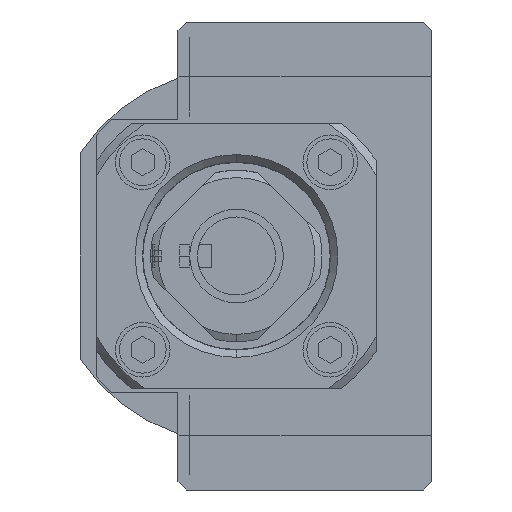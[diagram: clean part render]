
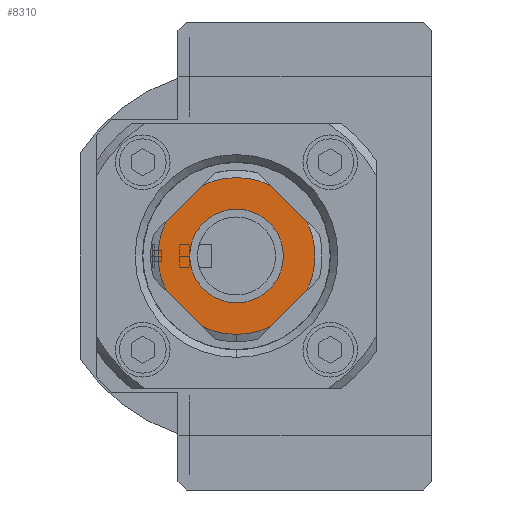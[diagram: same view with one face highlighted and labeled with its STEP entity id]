
A CAD part, left-side view. The second image highlights one B-rep face of the part: STEP entity #8310.
In plain terms, the highlighted face is planar.
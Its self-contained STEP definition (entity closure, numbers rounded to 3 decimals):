
#9 = CARTESIAN_POINT ( 'NONE',  ( -13.435, 0., 9. ) ) ;
#61 = DIRECTION ( 'NONE',  ( 0.707, -0.707, 0. ) ) ;
#170 = VECTOR ( 'NONE', #6823, 1000. ) ;
#179 = CIRCLE ( 'NONE', #3538, 6. ) ;
#192 = EDGE_CURVE ( 'NONE', #4818, #1106, #7534, .T. ) ;
#317 = LINE ( 'NONE', #5879, #2667 ) ;
#545 = DIRECTION ( 'NONE',  ( 0., -1., 0. ) ) ;
#672 = ORIENTED_EDGE ( 'NONE', *, *, #4932, .T. ) ;
#693 = LINE ( 'NONE', #9, #5456 ) ;
#736 = EDGE_CURVE ( 'NONE', #3571, #3259, #8142, .T. ) ;
#739 = CIRCLE ( 'NONE', #7928, 10.05 ) ;
#831 = ORIENTED_EDGE ( 'NONE', *, *, #4397, .T. ) ;
#837 = DIRECTION ( 'NONE',  ( 0., 0., -1. ) ) ;
#1063 = AXIS2_PLACEMENT_3D ( 'NONE', #2043, #8299, #545 ) ;
#1106 = VERTEX_POINT ( 'NONE', #3529 ) ;
#1110 = VERTEX_POINT ( 'NONE', #8395 ) ;
#1142 = CARTESIAN_POINT ( 'NONE',  ( 9.036, -4.399, 9. ) ) ;
#1210 = DIRECTION ( 'NONE',  ( -1., 0., 0. ) ) ;
#1305 = CARTESIAN_POINT ( 'NONE',  ( 0., 0., 9. ) ) ;
#1374 = CARTESIAN_POINT ( 'NONE',  ( 4.399, -9.036, 9. ) ) ;
#1406 = DIRECTION ( 'NONE',  ( 0., 0., -1. ) ) ;
#1408 = EDGE_CURVE ( 'NONE', #3122, #6102, #1832, .T. ) ;
#1421 = DIRECTION ( 'NONE',  ( -1., 0., 0. ) ) ;
#1569 = VERTEX_POINT ( 'NONE', #4471 ) ;
#1608 = CARTESIAN_POINT ( 'NONE',  ( -9.036, 4.399, 9. ) ) ;
#1832 = CIRCLE ( 'NONE', #3891, 10.05 ) ;
#2043 = CARTESIAN_POINT ( 'NONE',  ( 0., 0., 9. ) ) ;
#2166 = CARTESIAN_POINT ( 'NONE',  ( -4.399, -9.036, 9. ) ) ;
#2209 = CARTESIAN_POINT ( 'NONE',  ( 0., 13.435, 9. ) ) ;
#2324 = ORIENTED_EDGE ( 'NONE', *, *, #5036, .T. ) ;
#2423 = ORIENTED_EDGE ( 'NONE', *, *, #1408, .F. ) ;
#2449 = ORIENTED_EDGE ( 'NONE', *, *, #192, .T. ) ;
#2652 = AXIS2_PLACEMENT_3D ( 'NONE', #3190, #3337, #5986 ) ;
#2667 = VECTOR ( 'NONE', #5191, 1000. ) ;
#2707 = DIRECTION ( 'NONE',  ( -1., 0., 0. ) ) ;
#3122 = VERTEX_POINT ( 'NONE', #1374 ) ;
#3190 = CARTESIAN_POINT ( 'NONE',  ( 0., 0., 9. ) ) ;
#3244 = DIRECTION ( 'NONE',  ( 0., 0., -1. ) ) ;
#3259 = VERTEX_POINT ( 'NONE', #1608 ) ;
#3291 = AXIS2_PLACEMENT_3D ( 'NONE', #1305, #1406, #4709 ) ;
#3337 = DIRECTION ( 'NONE',  ( 0., 0., -1. ) ) ;
#3363 = CARTESIAN_POINT ( 'NONE',  ( -6., 0., 9. ) ) ;
#3393 = CARTESIAN_POINT ( 'NONE',  ( 0., 0., 9. ) ) ;
#3529 = CARTESIAN_POINT ( 'NONE',  ( 6., 0., 9. ) ) ;
#3538 = AXIS2_PLACEMENT_3D ( 'NONE', #3393, #4917, #1421 ) ;
#3571 = VERTEX_POINT ( 'NONE', #4425 ) ;
#3891 = AXIS2_PLACEMENT_3D ( 'NONE', #7023, #837, #8453 ) ;
#4002 = VERTEX_POINT ( 'NONE', #5300 ) ;
#4020 = CARTESIAN_POINT ( 'NONE',  ( 0., 0., 9. ) ) ;
#4070 = EDGE_CURVE ( 'NONE', #1110, #1569, #5158, .T. ) ;
#4174 = AXIS2_PLACEMENT_3D ( 'NONE', #7560, #8991, #2707 ) ;
#4306 = EDGE_CURVE ( 'NONE', #5747, #8654, #739, .T. ) ;
#4397 = EDGE_CURVE ( 'NONE', #5747, #1569, #4755, .T. ) ;
#4425 = CARTESIAN_POINT ( 'NONE',  ( -10.05, 0., 9. ) ) ;
#4471 = CARTESIAN_POINT ( 'NONE',  ( 4.399, 9.036, 9. ) ) ;
#4694 = EDGE_CURVE ( 'NONE', #4002, #3571, #7363, .T. ) ;
#4709 = DIRECTION ( 'NONE',  ( -1., 0., 0. ) ) ;
#4755 = LINE ( 'NONE', #7461, #170 ) ;
#4803 = EDGE_LOOP ( 'NONE', ( #6432, #2324, #7038, #5550, #672, #2423, #6494, #4944, #831 ) ) ;
#4818 = VERTEX_POINT ( 'NONE', #3363 ) ;
#4917 = DIRECTION ( 'NONE',  ( 0., 0., -1. ) ) ;
#4932 = EDGE_CURVE ( 'NONE', #4002, #6102, #693, .T. ) ;
#4944 = ORIENTED_EDGE ( 'NONE', *, *, #4306, .F. ) ;
#5036 = EDGE_CURVE ( 'NONE', #1110, #3259, #6445, .T. ) ;
#5079 = DIRECTION ( 'NONE',  ( -0.707, -0.707, 0. ) ) ;
#5158 = CIRCLE ( 'NONE', #2652, 10.05 ) ;
#5191 = DIRECTION ( 'NONE',  ( 0.707, 0.707, 0. ) ) ;
#5264 = DIRECTION ( 'NONE',  ( 0., 0., -1. ) ) ;
#5300 = CARTESIAN_POINT ( 'NONE',  ( -9.036, -4.399, 9. ) ) ;
#5324 = VECTOR ( 'NONE', #5079, 1000. ) ;
#5406 = CARTESIAN_POINT ( 'NONE',  ( 0., 0., 9. ) ) ;
#5456 = VECTOR ( 'NONE', #61, 1000. ) ;
#5550 = ORIENTED_EDGE ( 'NONE', *, *, #4694, .F. ) ;
#5551 = FACE_OUTER_BOUND ( 'NONE', #4803, .T. ) ;
#5747 = VERTEX_POINT ( 'NONE', #7470 ) ;
#5879 = CARTESIAN_POINT ( 'NONE',  ( 0., -13.435, 9. ) ) ;
#5986 = DIRECTION ( 'NONE',  ( -1., 0., 0. ) ) ;
#6102 = VERTEX_POINT ( 'NONE', #2166 ) ;
#6432 = ORIENTED_EDGE ( 'NONE', *, *, #4070, .F. ) ;
#6445 = LINE ( 'NONE', #2209, #5324 ) ;
#6494 = ORIENTED_EDGE ( 'NONE', *, *, #8673, .T. ) ;
#6823 = DIRECTION ( 'NONE',  ( -0.707, 0.707, 0. ) ) ;
#7023 = CARTESIAN_POINT ( 'NONE',  ( 0., 0., 9. ) ) ;
#7038 = ORIENTED_EDGE ( 'NONE', *, *, #736, .F. ) ;
#7363 = CIRCLE ( 'NONE', #7633, 10.05 ) ;
#7461 = CARTESIAN_POINT ( 'NONE',  ( 13.435, 0., 9. ) ) ;
#7470 = CARTESIAN_POINT ( 'NONE',  ( 9.036, 4.399, 9. ) ) ;
#7534 = CIRCLE ( 'NONE', #3291, 6. ) ;
#7560 = CARTESIAN_POINT ( 'NONE',  ( 0., 0., 9. ) ) ;
#7633 = AXIS2_PLACEMENT_3D ( 'NONE', #4020, #5264, #1210 ) ;
#7928 = AXIS2_PLACEMENT_3D ( 'NONE', #5406, #3244, #8062 ) ;
#8062 = DIRECTION ( 'NONE',  ( -1., 0., 0. ) ) ;
#8142 = CIRCLE ( 'NONE', #4174, 10.05 ) ;
#8159 = ORIENTED_EDGE ( 'NONE', *, *, #8421, .T. ) ;
#8258 = PLANE ( 'NONE',  #1063 ) ;
#8299 = DIRECTION ( 'NONE',  ( 0., 0., -1. ) ) ;
#8310 = ADVANCED_FACE ( 'NONE', ( #5551, #8997 ), #8258, .F. ) ;
#8395 = CARTESIAN_POINT ( 'NONE',  ( -4.399, 9.036, 9. ) ) ;
#8421 = EDGE_CURVE ( 'NONE', #1106, #4818, #179, .T. ) ;
#8453 = DIRECTION ( 'NONE',  ( -1., 0., 0. ) ) ;
#8618 = EDGE_LOOP ( 'NONE', ( #8159, #2449 ) ) ;
#8654 = VERTEX_POINT ( 'NONE', #1142 ) ;
#8673 = EDGE_CURVE ( 'NONE', #3122, #8654, #317, .T. ) ;
#8991 = DIRECTION ( 'NONE',  ( 0., 0., -1. ) ) ;
#8997 = FACE_BOUND ( 'NONE', #8618, .T. ) ;
